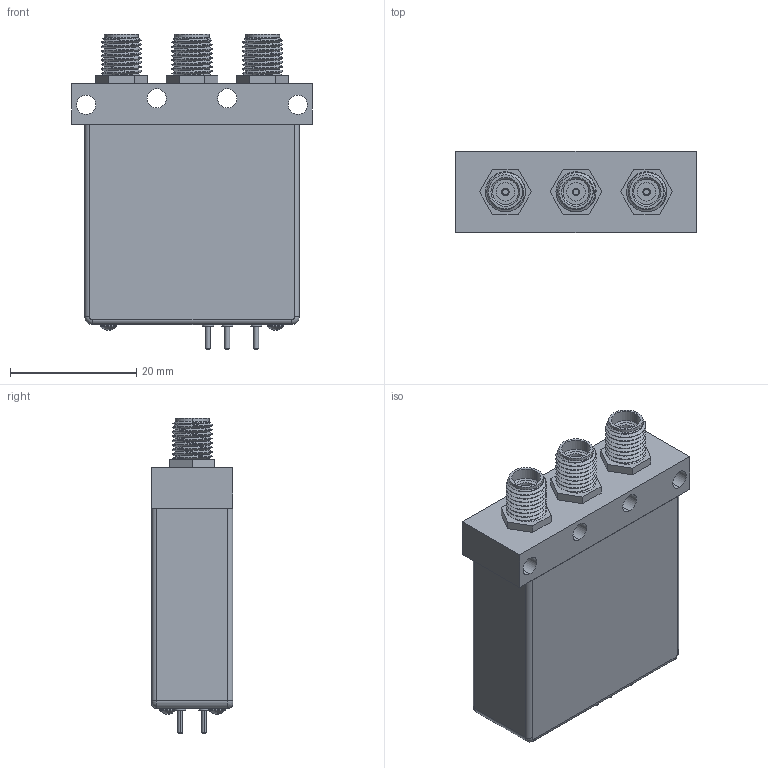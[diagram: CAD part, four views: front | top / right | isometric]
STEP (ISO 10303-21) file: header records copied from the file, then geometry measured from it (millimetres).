
FILE_DESCRIPTION (( 'STEP AP203' ), '1' );
FILE_NAME ('PE71S6056 - SEMS-4054-SPDT-K.step', '2019-09-12T18:57:44', ( '' ), ( '' ), 'SwSTEP 2.0', 'SolidWorks 2018', '' );
FILE_SCHEMA (( 'CONFIG_CONTROL_DESIGN' ));
Length unit declared in the file: inch
Products named in the file (1): PE71S6056 - SEMS-4054-SPDT-K
Bounding box: 38.1 x 12.9 x 49.97 mm (x, y, z)
Volume: 17206.7 mm3; surface area: 8635 mm2
Topology: 5 solids, 5 shells, 1259 faces, 3320 edges, 2192 vertices
Faces by surface type: plane 636, bspline 315, cylinder 273, cone 31, torus 4
Entity records: 60296 total; most frequent: CARTESIAN_POINT 31467, ORIENTED_EDGE 6640, DIRECTION 4718, EDGE_CURVE 3320, VERTEX_POINT 2192, LINE 2062, VECTOR 2062, EDGE_LOOP 1388
